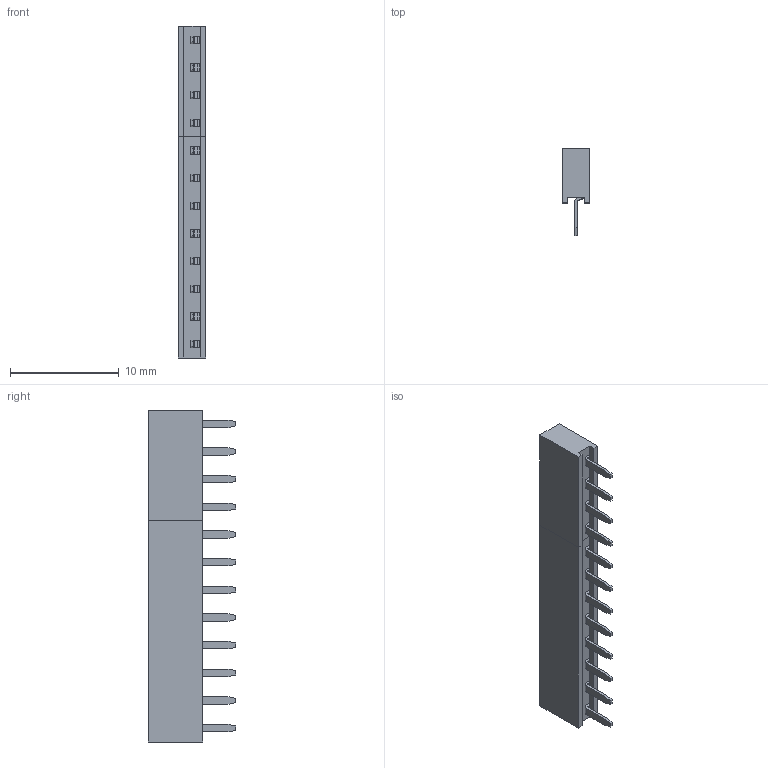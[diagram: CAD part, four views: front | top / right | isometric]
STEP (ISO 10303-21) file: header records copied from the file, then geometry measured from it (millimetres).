
FILE_DESCRIPTION(/* description */ ('STEP AP214'),/* implementation_level */ '2;1');
FILE_NAME(/* name */ '1x12ShortHeader.stp',/* time_stamp */ '2023-10-10T15:00:02-04:00',/* author */ ('madis'),/* organization */ (''),/* preprocessor_version */ 'ST-DEVELOPER v19.2',/* originating_system */ 'Autodesk Inventor 2024',/* authorisation */ '');
FILE_SCHEMA (('AUTOMOTIVE_DESIGN { 1 0 10303 214 3 1 1 }'));
Length unit declared in the file: millimetre
Products named in the file (8): 2041-1X08G00SA; 2041-1XxxB_1; 2041-1XxxB_1_1; 2041-Pin-S_1; 2041-Pin-S_1_1; 2041-Pin-S_1_2; 2041-Pin-S_1_3; 2041-Pin-S_1_4
Assembly tree (18 placements, depth 2):
  2041-1X08G00SA
    2041-1XxxB_1
    2041-Pin-S_1  x12
    2041-1XxxB_1_1
    2041-Pin-S_1_1
    2041-Pin-S_1_2
    2041-Pin-S_1_3
    2041-Pin-S_1_4
Bounding box: 2.5 x 8 x 30.48 mm (x, y, z)
Volume: 360.1 mm3; surface area: 632.8 mm2
Topology: 14 solids, 14 shells, 284 faces, 684 edges, 440 vertices
Faces by surface type: plane 248, cylinder 36
Entity records: 4228 total; most frequent: CARTESIAN_POINT 686, DIRECTION 661, ORIENTED_EDGE 642, EDGE_CURVE 321, LINE 315, VECTOR 315, VERTEX_POINT 198, AXIS2_PLACEMENT_3D 173
